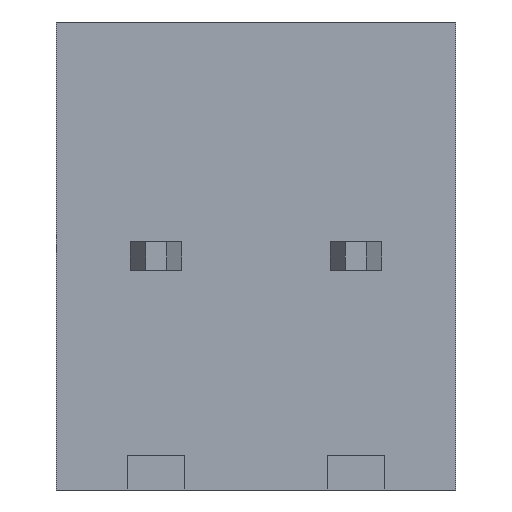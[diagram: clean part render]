
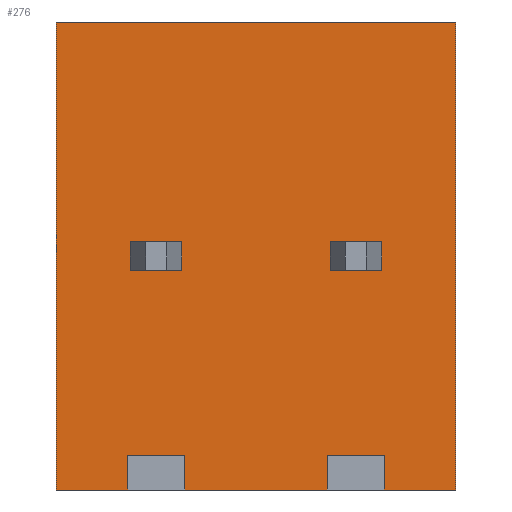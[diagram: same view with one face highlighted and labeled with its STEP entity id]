
A CAD part, front view. The second image highlights one B-rep face of the part: STEP entity #276.
In plain terms, the highlighted planar face has unit normal (0, -1, 0).
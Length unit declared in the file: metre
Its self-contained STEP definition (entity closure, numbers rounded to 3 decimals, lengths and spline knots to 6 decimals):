
#276=ADVANCED_FACE('',(#620,#621,#622),#623,.F.);
#620=FACE_OUTER_BOUND('',#1039,.T.);
#621=FACE_BOUND('',#1040,.T.);
#622=FACE_BOUND('',#1041,.T.);
#623=PLANE('',#1042);
#1039=EDGE_LOOP('',(#1826,#1827,#1828,#1829,#1830,#1831,#1832,#1833,#1834,#1835,#1836,#1837));
#1040=EDGE_LOOP('',(#1838,#1839,#1840,#1841));
#1041=EDGE_LOOP('',(#1842,#1843,#1844,#1845));
#1042=AXIS2_PLACEMENT_3D('',#1846,#1847,#1848);
#1826=ORIENTED_EDGE('',*,*,#2706,.F.);
#1827=ORIENTED_EDGE('',*,*,#2567,.T.);
#1828=ORIENTED_EDGE('',*,*,#2676,.F.);
#1829=ORIENTED_EDGE('',*,*,#2750,.F.);
#1830=ORIENTED_EDGE('',*,*,#2703,.F.);
#1831=ORIENTED_EDGE('',*,*,#2500,.F.);
#1832=ORIENTED_EDGE('',*,*,#2601,.T.);
#1833=ORIENTED_EDGE('',*,*,#2751,.T.);
#1834=ORIENTED_EDGE('',*,*,#2708,.F.);
#1835=ORIENTED_EDGE('',*,*,#2454,.T.);
#1836=ORIENTED_EDGE('',*,*,#2752,.F.);
#1837=ORIENTED_EDGE('',*,*,#2542,.F.);
#1838=ORIENTED_EDGE('',*,*,#2753,.T.);
#1839=ORIENTED_EDGE('',*,*,#2444,.T.);
#1840=ORIENTED_EDGE('',*,*,#2754,.T.);
#1841=ORIENTED_EDGE('',*,*,#2755,.F.);
#1842=ORIENTED_EDGE('',*,*,#2613,.F.);
#1843=ORIENTED_EDGE('',*,*,#2756,.F.);
#1844=ORIENTED_EDGE('',*,*,#2551,.T.);
#1845=ORIENTED_EDGE('',*,*,#2735,.F.);
#1846=CARTESIAN_POINT('',(0.015085,0.0,-0.0082));
#1847=DIRECTION('',(0.,1.0,0.));
#1848=DIRECTION('',(-1.0,0.,0.));
#2444=EDGE_CURVE('',#2910,#2911,#2912,.T.);
#2454=EDGE_CURVE('',#2929,#2927,#2930,.T.);
#2500=EDGE_CURVE('',#3008,#3010,#3011,.T.);
#2542=EDGE_CURVE('',#3081,#3077,#3083,.T.);
#2551=EDGE_CURVE('',#3098,#3099,#3100,.T.);
#2567=EDGE_CURVE('',#3125,#3123,#3126,.T.);
#2601=EDGE_CURVE('',#3008,#3184,#3185,.T.);
#2613=EDGE_CURVE('',#3203,#3206,#3207,.T.);
#2676=EDGE_CURVE('',#3296,#3123,#3298,.T.);
#2703=EDGE_CURVE('',#3010,#3338,#3339,.T.);
#2706=EDGE_CURVE('',#3125,#3081,#3343,.T.);
#2708=EDGE_CURVE('',#2929,#3345,#3346,.T.);
#2735=EDGE_CURVE('',#3206,#3099,#3386,.T.);
#2750=EDGE_CURVE('',#3338,#3296,#3407,.T.);
#2751=EDGE_CURVE('',#3184,#3345,#3408,.T.);
#2752=EDGE_CURVE('',#3077,#2927,#3409,.T.);
#2753=EDGE_CURVE('',#3410,#2910,#3411,.T.);
#2754=EDGE_CURVE('',#2911,#3412,#3413,.T.);
#2755=EDGE_CURVE('',#3410,#3412,#3414,.T.);
#2756=EDGE_CURVE('',#3098,#3203,#3415,.T.);
#2910=VERTEX_POINT('',#3601);
#2911=VERTEX_POINT('',#3602);
#2912=LINE('',#3603,#3604);
#2927=VERTEX_POINT('',#3623);
#2929=VERTEX_POINT('',#3626);
#2930=LINE('',#3627,#3628);
#3008=VERTEX_POINT('',#3731);
#3010=VERTEX_POINT('',#3734);
#3011=LINE('',#3735,#3736);
#3077=VERTEX_POINT('',#3837);
#3081=VERTEX_POINT('',#3843);
#3083=LINE('',#3846,#3847);
#3098=VERTEX_POINT('',#3877);
#3099=VERTEX_POINT('',#3878);
#3100=LINE('',#3879,#3880);
#3123=VERTEX_POINT('',#3913);
#3125=VERTEX_POINT('',#3916);
#3126=LINE('',#3917,#3918);
#3184=VERTEX_POINT('',#4018);
#3185=LINE('',#4019,#4020);
#3203=VERTEX_POINT('',#4047);
#3206=VERTEX_POINT('',#4051);
#3207=LINE('',#4052,#4053);
#3296=VERTEX_POINT('',#4192);
#3298=LINE('',#4195,#4196);
#3338=VERTEX_POINT('',#4254);
#3339=LINE('',#4255,#4256);
#3343=LINE('',#4262,#4263);
#3345=VERTEX_POINT('',#4266);
#3346=LINE('',#4267,#4268);
#3386=LINE('',#4328,#4329);
#3407=LINE('',#4356,#4357);
#3408=LINE('',#4358,#4359);
#3409=LINE('',#4360,#4361);
#3410=VERTEX_POINT('',#4362);
#3411=LINE('',#4363,#4364);
#3412=VERTEX_POINT('',#4365);
#3413=LINE('',#4366,#4367);
#3414=LINE('',#4368,#4369);
#3415=LINE('',#4370,#4371);
#3601=CARTESIAN_POINT('',(0.0013,0.0,-0.00435));
#3602=CARTESIAN_POINT('',(0.0013,0.0,-0.00385));
#3603=CARTESIAN_POINT('',(0.0013,0.0,-0.00435));
#3604=VECTOR('',#4628,1.0);
#3623=CARTESIAN_POINT('',(0.00125,0.0,-0.0076));
#3626=CARTESIAN_POINT('',(0.00125,0.0,-0.0082));
#3627=CARTESIAN_POINT('',(0.00125,0.0,-0.0082));
#3628=VECTOR('',#4640,1.0);
#3731=CARTESIAN_POINT('',(0.007,0.0,0.0));
#3734=CARTESIAN_POINT('',(0.007,0.0,-0.0082));
#3735=CARTESIAN_POINT('',(0.007,0.0,-0.0082));
#3736=VECTOR('',#4697,1.0);
#3837=CARTESIAN_POINT('',(0.00225,0.0,-0.0076));
#3843=CARTESIAN_POINT('',(0.00225,0.0,-0.0082));
#3846=CARTESIAN_POINT('',(0.00225,0.0,-0.0082));
#3847=VECTOR('',#4741,1.0);
#3877=CARTESIAN_POINT('',(0.0057,0.0,-0.00385));
#3878=CARTESIAN_POINT('',(0.0057,0.0,-0.00435));
#3879=CARTESIAN_POINT('',(0.0057,0.0,-0.0082));
#3880=VECTOR('',#4750,1.0);
#3913=CARTESIAN_POINT('',(0.00475,0.0,-0.0076));
#3916=CARTESIAN_POINT('',(0.00475,0.0,-0.0082));
#3917=CARTESIAN_POINT('',(0.00475,0.0,-0.0082));
#3918=VECTOR('',#4762,1.0);
#4018=CARTESIAN_POINT('',(0.0,0.0,0.0));
#4019=CARTESIAN_POINT('',(0.015085,0.0,0.0));
#4020=VECTOR('',#4809,1.0);
#4047=CARTESIAN_POINT('',(0.0048,0.0,-0.00385));
#4051=CARTESIAN_POINT('',(0.0048,0.0,-0.00435));
#4052=CARTESIAN_POINT('',(0.0048,0.0,-0.0082));
#4053=VECTOR('',#4820,1.0);
#4192=CARTESIAN_POINT('',(0.00575,0.0,-0.0076));
#4195=CARTESIAN_POINT('',(0.007155,0.0,-0.0076));
#4196=VECTOR('',#4877,1.0);
#4254=CARTESIAN_POINT('',(0.00575,0.0,-0.0082));
#4255=CARTESIAN_POINT('',(0.007155,0.0,-0.0082));
#4256=VECTOR('',#4902,1.0);
#4262=CARTESIAN_POINT('',(0.015085,0.0,-0.0082));
#4263=VECTOR('',#4905,1.0);
#4266=CARTESIAN_POINT('',(0.0,0.0,-0.0082));
#4267=CARTESIAN_POINT('',(0.015085,0.0,-0.0082));
#4268=VECTOR('',#4907,1.0);
#4328=CARTESIAN_POINT('',(0.007155,0.0,-0.00435));
#4329=VECTOR('',#4928,1.0);
#4356=CARTESIAN_POINT('',(0.00575,0.0,-0.0082));
#4357=VECTOR('',#4947,1.0);
#4358=CARTESIAN_POINT('',(0.0,0.0,-0.0082));
#4359=VECTOR('',#4948,1.0);
#4360=CARTESIAN_POINT('',(0.015085,0.0,-0.0076));
#4361=VECTOR('',#4949,1.0);
#4362=CARTESIAN_POINT('',(0.0022,0.0,-0.00435));
#4363=CARTESIAN_POINT('',(0.00175,0.0,-0.00435));
#4364=VECTOR('',#4950,1.0);
#4365=CARTESIAN_POINT('',(0.0022,0.0,-0.00385));
#4366=CARTESIAN_POINT('',(0.00175,0.0,-0.00385));
#4367=VECTOR('',#4951,1.0);
#4368=CARTESIAN_POINT('',(0.0022,0.0,-0.00435));
#4369=VECTOR('',#4952,1.0);
#4370=CARTESIAN_POINT('',(0.007155,0.0,-0.00385));
#4371=VECTOR('',#4953,1.0);
#4628=DIRECTION('',(0.,0.,1.0));
#4640=DIRECTION('',(0.,0.,1.0));
#4697=DIRECTION('',(0.,0.,-1.0));
#4741=DIRECTION('',(0.,0.,1.0));
#4750=DIRECTION('',(0.,0.,-1.0));
#4762=DIRECTION('',(0.,0.,1.0));
#4809=DIRECTION('',(-1.0,0.,0.));
#4820=DIRECTION('',(0.,0.,-1.0));
#4877=DIRECTION('',(-1.0,0.,0.));
#4902=DIRECTION('',(-1.0,0.,0.));
#4905=DIRECTION('',(-1.0,0.,0.));
#4907=DIRECTION('',(-1.0,0.,0.));
#4928=DIRECTION('',(1.0,0.,0.));
#4947=DIRECTION('',(0.,0.,1.0));
#4948=DIRECTION('',(0.,0.,-1.0));
#4949=DIRECTION('',(-1.0,0.,0.));
#4950=DIRECTION('',(-1.0,0.,0.));
#4951=DIRECTION('',(1.0,0.,0.));
#4952=DIRECTION('',(0.,0.,1.0));
#4953=DIRECTION('',(-1.0,0.,0.));
